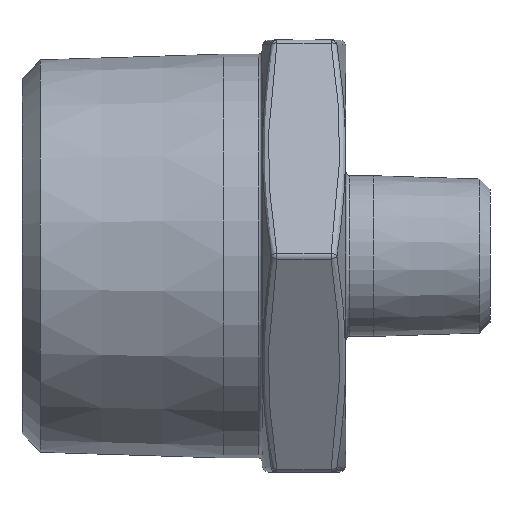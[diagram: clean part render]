
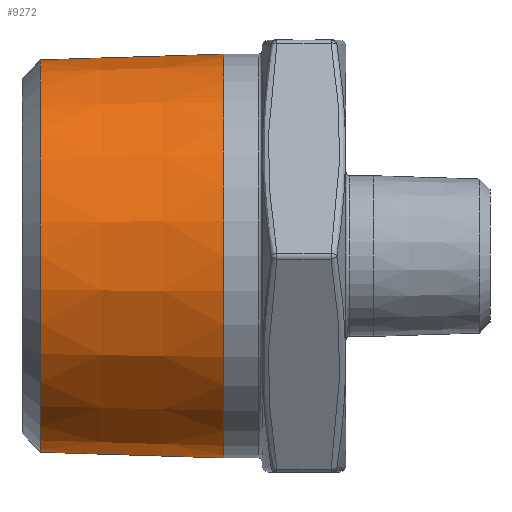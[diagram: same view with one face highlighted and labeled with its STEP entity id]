
A CAD part, front view. The second image highlights one B-rep face of the part: STEP entity #9272.
In plain terms, the highlighted conical face has half-angle 1.79 degrees and reference radius 16.625 mm.
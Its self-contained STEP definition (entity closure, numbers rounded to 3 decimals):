
#152 = ORIENTED_EDGE ( 'NONE', *, *, #12979, .T. ) ;
#450 = CARTESIAN_POINT ( 'NONE',  ( 16.8, 0., 0. ) ) ;
#680 = FACE_BOUND ( 'NONE', #2900, .T. ) ;
#1916 = EDGE_LOOP ( 'NONE', ( #152 ) ) ;
#2462 = CIRCLE ( 'NONE', #7447, 16.824 ) ;
#2900 = EDGE_LOOP ( 'NONE', ( #5201 ) ) ;
#3718 = AXIS2_PLACEMENT_3D ( 'NONE', #5152, #9357, #6111 ) ;
#4820 = EDGE_CURVE ( 'NONE', #4945, #4945, #5886, .T. ) ;
#4945 = VERTEX_POINT ( 'NONE', #11298 ) ;
#5152 = CARTESIAN_POINT ( 'NONE',  ( 1.527, 0., 0. ) ) ;
#5201 = ORIENTED_EDGE ( 'NONE', *, *, #4820, .T. ) ;
#5886 = CIRCLE ( 'NONE', #3718, 16.347 ) ;
#5906 = VERTEX_POINT ( 'NONE', #8950 ) ;
#6111 = DIRECTION ( 'NONE',  ( 0., 0., 1. ) ) ;
#6619 = DIRECTION ( 'NONE',  ( 0., 0., 1. ) ) ;
#7447 = AXIS2_PLACEMENT_3D ( 'NONE', #450, #7887, #6619 ) ;
#7887 = DIRECTION ( 'NONE',  ( -1., 0., 0. ) ) ;
#8122 = CARTESIAN_POINT ( 'NONE',  ( 10.4, 0., 0. ) ) ;
#8225 = AXIS2_PLACEMENT_3D ( 'NONE', #8122, #8935, #12938 ) ;
#8935 = DIRECTION ( 'NONE',  ( 1., 0., 0. ) ) ;
#8950 = CARTESIAN_POINT ( 'NONE',  ( 16.8, 0., 16.824 ) ) ;
#9272 = ADVANCED_FACE ( 'NONE', ( #680, #12131 ), #10804, .T. ) ;
#9357 = DIRECTION ( 'NONE',  ( 1., 0., 0. ) ) ;
#10804 = CONICAL_SURFACE ( 'NONE', #8225, 16.625, 0.031 ) ;
#11298 = CARTESIAN_POINT ( 'NONE',  ( 1.527, 0., 16.347 ) ) ;
#12131 = FACE_OUTER_BOUND ( 'NONE', #1916, .T. ) ;
#12938 = DIRECTION ( 'NONE',  ( 0., 0., -1. ) ) ;
#12979 = EDGE_CURVE ( 'NONE', #5906, #5906, #2462, .T. ) ;
